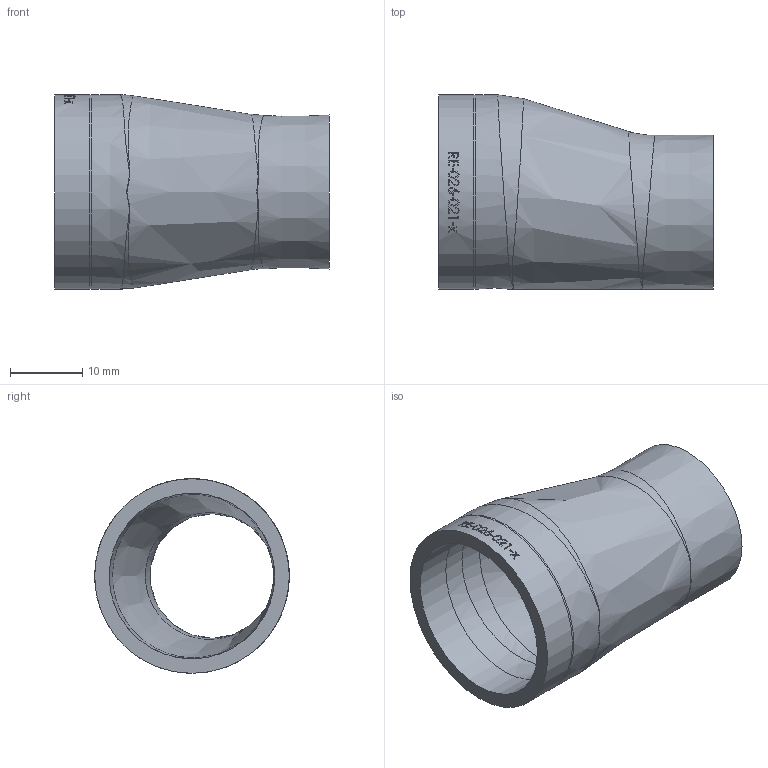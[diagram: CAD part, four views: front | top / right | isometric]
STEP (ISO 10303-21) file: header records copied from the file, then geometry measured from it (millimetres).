
FILE_DESCRIPTION (( 'STEP AP214' ), '1' );
FILE_NAME ('RE-026-021-x Reduzierung Exzenter 26,9x21,3x2,0x2,0 BL38 1909.STEP', '2019-09-19T09:26:22', ( '' ), ( '' ), 'SwSTEP 2.0', 'SolidWorks 2016', '' );
FILE_SCHEMA (( 'AUTOMOTIVE_DESIGN' ));
Length unit declared in the file: millimetre
Products named in the file (1): RE-026-021-x Reduzierung Exzenter 26,9x21,3x2,0x2,0 BL38 1909
Bounding box: 38 x 26.9 x 26.91 mm (x, y, z)
Volume: 5334.3 mm3; surface area: 5595 mm2
Topology: 1 solids, 1 shells, 144 faces, 382 edges, 255 vertices
Faces by surface type: bspline 69, plane 51, cylinder 19, cone 4, torus 1
Full cylindrical faces by diameter (mm): 22.9 x1, 26.9 x1
Entity records: 13119 total; most frequent: CARTESIAN_POINT 8868, ORIENTED_EDGE 702, DIRECTION 359, EDGE_CURVE 351, VERTEX_POINT 239, B_SPLINE_CURVE_WITH_KNOTS 209, EDGE_LOOP 174, FACE_OUTER_BOUND 152
